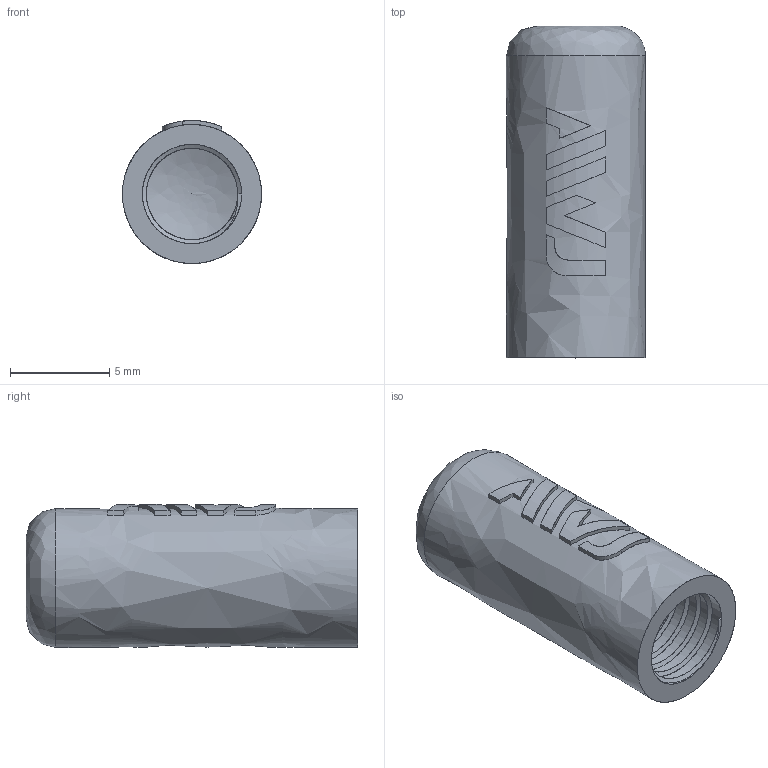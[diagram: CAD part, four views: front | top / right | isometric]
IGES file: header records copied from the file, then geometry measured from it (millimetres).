
Start section: TOPSOLID 254 l'Occitanne, 31670 LABEGE, France Tel   : +33 (0)5 61 00 03 00 Fax   : +33 (0)5 61 00 03 03 Email : 
Global section: file name: M5.igs; native system: TopSolid v622200 TOPSOLID; preprocessor: IGES preprocessor v100000; author: nakao; organization: コダマコーポレーション株式会社,10, 7,13H23041; date: 230410.193732; units: millimetre
Bounding box: 7 x 16.7 x 7.2 mm (x, y, z)
Surface area: 871.1 mm2 (no closed solid volume)
Topology: 0 solids, 0 shells, 78 faces, 496 edges, 490 vertices
Faces by surface type: bspline 78
